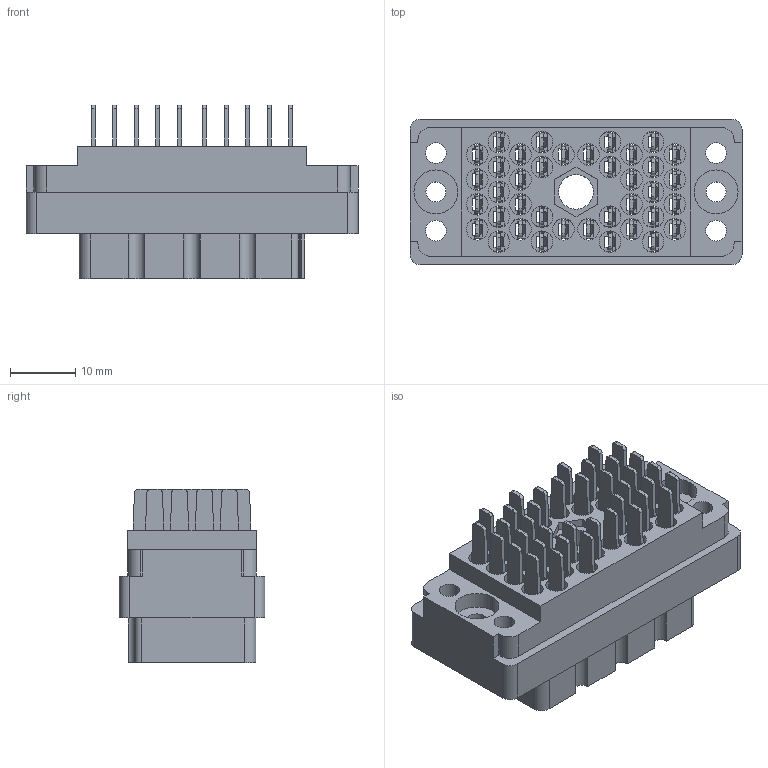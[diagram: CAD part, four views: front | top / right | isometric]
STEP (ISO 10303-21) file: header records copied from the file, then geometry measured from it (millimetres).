
FILE_DESCRIPTION (( 'STEP AP203' ), '1' );
FILE_NAME ('516-038-501-600.STEP', '2020-09-08T15:31:29', ( '' ), ( '' ), 'SwSTEP 2.0', 'SolidWorks 2020', '' );
FILE_SCHEMA (( 'CONFIG_CONTROL_DESIGN' ));
Length unit declared in the file: inch
Products named in the file (3): 516 Part Receptacle_038; 516-292-001_501 Contact; 516-038-501-600
Assembly tree (40 placements, depth 2):
  516-038-501-600
    516 Part Receptacle_038
    516-292-001_501 Contact  x39
Bounding box: 50.8 x 22.25 x 26.49 mm (x, y, z)
Volume: 12164.4 mm3; surface area: 21767.2 mm2
Topology: 40 solids, 40 shells, 3725 faces, 10808 edges, 7178 vertices
Faces by surface type: plane 2236, cylinder 1253, bspline 234, cone 2
Entity records: 34803 total; most frequent: CARTESIAN_POINT 6155, ORIENTED_EDGE 5808, DIRECTION 5673, EDGE_CURVE 2904, LINE 2119, VECTOR 2119, VERTEX_POINT 1934, AXIS2_PLACEMENT_3D 1777
